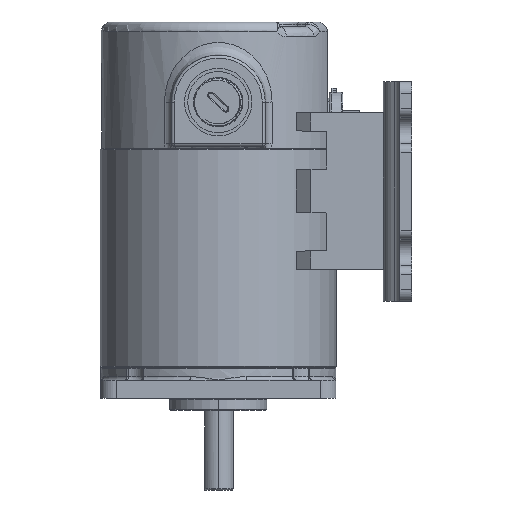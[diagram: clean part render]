
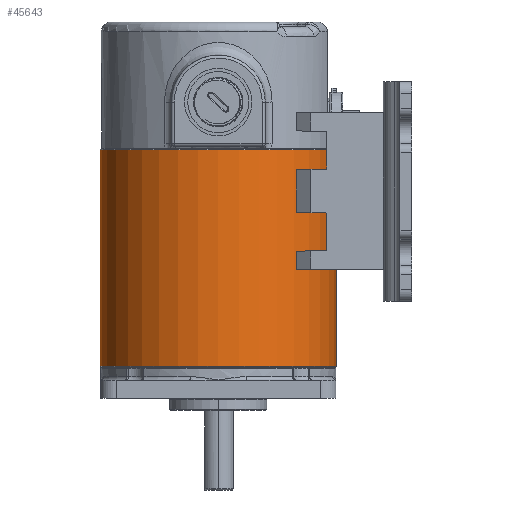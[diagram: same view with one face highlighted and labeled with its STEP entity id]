
A CAD part, left-side view. The second image highlights one B-rep face of the part: STEP entity #45643.
In plain terms, the highlighted cylindrical face has radius 30.671 mm (diameter 61.341 mm), a partial arc.
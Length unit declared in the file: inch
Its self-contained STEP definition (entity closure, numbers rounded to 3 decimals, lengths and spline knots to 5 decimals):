
#2712 = DIRECTION ( 'NONE',  ( 0., 1., 0. ) ) ;
#2722 = DIRECTION ( 'NONE',  ( 0., 0., -1. ) ) ;
#2723 = CARTESIAN_POINT ( 'NONE',  ( 0., 0., 0. ) ) ;
#3542 = CYLINDRICAL_SURFACE ( 'NONE', #17877, 1.2075 ) ;
#3759 = FACE_OUTER_BOUND ( 'NONE', #44219, .T. ) ;
#10646 = AXIS2_PLACEMENT_3D ( 'NONE', #12351, #12350, #12349 ) ;
#10877 = AXIS2_PLACEMENT_3D ( 'NONE', #15425, #15423, #15422 ) ;
#12349 = DIRECTION ( 'NONE',  ( 0., 1., 0. ) ) ;
#12350 = DIRECTION ( 'NONE',  ( 0., 0., -1. ) ) ;
#12351 = CARTESIAN_POINT ( 'NONE',  ( 0., 0., 2.235 ) ) ;
#12455 = DIRECTION ( 'NONE',  ( 0., 0., -1. ) ) ;
#12458 = CARTESIAN_POINT ( 'NONE',  ( 0., 1.2075, 0. ) ) ;
#15121 = CARTESIAN_POINT ( 'NONE',  ( 0., -1.2075, 0. ) ) ;
#15138 = DIRECTION ( 'NONE',  ( 0., 0., -1. ) ) ;
#15422 = DIRECTION ( 'NONE',  ( 0., 1., 0. ) ) ;
#15423 = DIRECTION ( 'NONE',  ( 0., 0., -1. ) ) ;
#15425 = CARTESIAN_POINT ( 'NONE',  ( 0., 0., 0.015 ) ) ;
#17877 = AXIS2_PLACEMENT_3D ( 'NONE', #2723, #2722, #2712 ) ;
#18213 = CARTESIAN_POINT ( 'NONE',  ( 0., -1.2075, 2.235 ) ) ;
#18431 = CARTESIAN_POINT ( 'NONE',  ( 0., 1.2075, 2.235 ) ) ;
#18486 = CARTESIAN_POINT ( 'NONE',  ( 0., 1.2075, 0.015 ) ) ;
#21832 = CARTESIAN_POINT ( 'NONE',  ( 0., -1.2075, 0.015 ) ) ;
#22558 = CIRCLE ( 'NONE', #10877, 1.2075 ) ;
#29556 = CIRCLE ( 'NONE', #10646, 1.2075 ) ;
#29765 = VECTOR ( 'NONE', #12455, 39.37008 ) ;
#29769 = LINE ( 'NONE', #12458, #29765 ) ;
#30789 = VERTEX_POINT ( 'NONE', #21832 ) ;
#30995 = VECTOR ( 'NONE', #15138, 39.37008 ) ;
#31003 = LINE ( 'NONE', #15121, #30995 ) ;
#31960 = VERTEX_POINT ( 'NONE', #18486 ) ;
#31992 = ORIENTED_EDGE ( 'NONE', *, *, #40334, .F. ) ;
#31995 = ORIENTED_EDGE ( 'NONE', *, *, #40949, .T. ) ;
#31999 = ORIENTED_EDGE ( 'NONE', *, *, #40842, .T. ) ;
#32000 = ORIENTED_EDGE ( 'NONE', *, *, #40137, .F. ) ;
#32138 = VERTEX_POINT ( 'NONE', #18431 ) ;
#32972 = VERTEX_POINT ( 'NONE', #18213 ) ;
#40137 = EDGE_CURVE ( 'NONE', #30789, #31960, #22558, .T. ) ;
#40334 = EDGE_CURVE ( 'NONE', #32972, #30789, #31003, .T. ) ;
#40842 = EDGE_CURVE ( 'NONE', #32138, #31960, #29769, .T. ) ;
#40949 = EDGE_CURVE ( 'NONE', #32972, #32138, #29556, .T. ) ;
#44219 = EDGE_LOOP ( 'NONE', ( #31992, #31995, #31999, #32000 ) ) ;
#45643 = ADVANCED_FACE ( 'NONE', ( #3759 ), #3542, .T. ) ;
